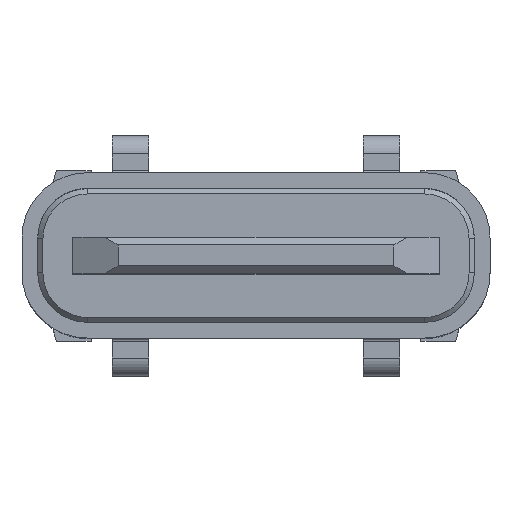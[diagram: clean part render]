
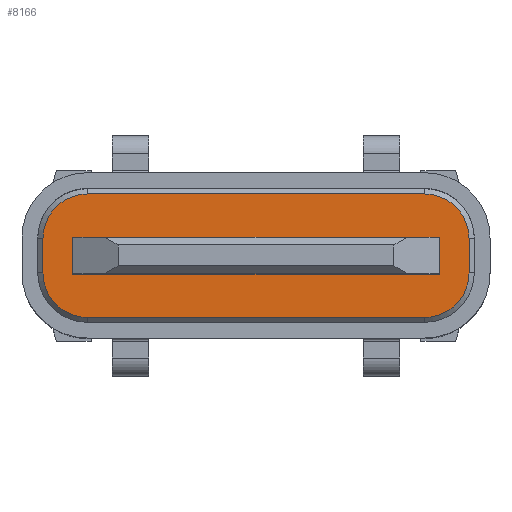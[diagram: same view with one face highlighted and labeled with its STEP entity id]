
A CAD part, top view. The second image highlights one B-rep face of the part: STEP entity #8166.
In plain terms, the highlighted planar face has unit normal (0, 0, 1).
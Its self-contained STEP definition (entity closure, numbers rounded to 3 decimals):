
#425 = DIRECTION ( 'NONE',  ( 0., -1., 0. ) ) ;
#548 = LINE ( 'NONE', #6698, #7483 ) ;
#994 = ORIENTED_EDGE ( 'NONE', *, *, #5106, .F. ) ;
#1202 = CARTESIAN_POINT ( 'NONE',  ( -3.22, 1.18, -0.865 ) ) ;
#1520 = EDGE_CURVE ( 'NONE', #5325, #26081, #25635, .T. ) ;
#1565 = EDGE_CURVE ( 'NONE', #12492, #9191, #17231, .T. ) ;
#1759 = DIRECTION ( 'NONE',  ( -1., 0., 0. ) ) ;
#1948 = ORIENTED_EDGE ( 'NONE', *, *, #21158, .T. ) ;
#2005 = CARTESIAN_POINT ( 'NONE',  ( 3.22, -1.18, -0.865 ) ) ;
#2282 = EDGE_CURVE ( 'NONE', #21731, #12492, #23515, .T. ) ;
#3317 = CARTESIAN_POINT ( 'NONE',  ( -3.22, 0.33, -0.865 ) ) ;
#4144 = VECTOR ( 'NONE', #24127, 1000. ) ;
#4278 = DIRECTION ( 'NONE',  ( 0., 1., 0. ) ) ;
#4860 = EDGE_CURVE ( 'NONE', #13700, #8122, #16866, .T. ) ;
#4927 = DIRECTION ( 'NONE',  ( 0., 0., 1. ) ) ;
#5106 = EDGE_CURVE ( 'NONE', #26081, #13700, #548, .T. ) ;
#5325 = VERTEX_POINT ( 'NONE', #20873 ) ;
#5425 = DIRECTION ( 'NONE',  ( 0., 1., 0. ) ) ;
#5565 = DIRECTION ( 'NONE',  ( 1., 0., 0. ) ) ;
#5999 = ORIENTED_EDGE ( 'NONE', *, *, #1520, .F. ) ;
#6086 = LINE ( 'NONE', #18058, #26229 ) ;
#6418 = LINE ( 'NONE', #22632, #19823 ) ;
#6690 = CARTESIAN_POINT ( 'NONE',  ( -4.07, -0.33, -0.865 ) ) ;
#6698 = CARTESIAN_POINT ( 'NONE',  ( -3.5, -0.35, -0.865 ) ) ;
#6933 = DIRECTION ( 'NONE',  ( -1., 0., 0. ) ) ;
#7330 = VERTEX_POINT ( 'NONE', #1202 ) ;
#7483 = VECTOR ( 'NONE', #425, 1000. ) ;
#8028 = PLANE ( 'NONE',  #20992 ) ;
#8122 = VERTEX_POINT ( 'NONE', #25240 ) ;
#8166 = ADVANCED_FACE ( 'NONE', ( #17890, #18146 ), #8028, .F. ) ;
#8251 = VERTEX_POINT ( 'NONE', #6690 ) ;
#8296 = VECTOR ( 'NONE', #25509, 1000. ) ;
#8503 = CARTESIAN_POINT ( 'NONE',  ( -3.5, -0.35, -0.865 ) ) ;
#9191 = VERTEX_POINT ( 'NONE', #26153 ) ;
#9820 = CARTESIAN_POINT ( 'NONE',  ( -4.07, -0.33, -0.865 ) ) ;
#9966 = ORIENTED_EDGE ( 'NONE', *, *, #24218, .T. ) ;
#10358 = CARTESIAN_POINT ( 'NONE',  ( 4.07, 0.33, -0.865 ) ) ;
#10515 = EDGE_CURVE ( 'NONE', #11690, #14138, #6086, .T. ) ;
#10705 = AXIS2_PLACEMENT_3D ( 'NONE', #3317, #11317, #11722 ) ;
#10722 = ORIENTED_EDGE ( 'NONE', *, *, #1565, .T. ) ;
#10982 = CARTESIAN_POINT ( 'NONE',  ( -4.07, 0.33, -0.865 ) ) ;
#11317 = DIRECTION ( 'NONE',  ( 0., 0., 1. ) ) ;
#11391 = ORIENTED_EDGE ( 'NONE', *, *, #4860, .F. ) ;
#11548 = CARTESIAN_POINT ( 'NONE',  ( 4.07, 0.33, -0.865 ) ) ;
#11690 = VERTEX_POINT ( 'NONE', #20211 ) ;
#11722 = DIRECTION ( 'NONE',  ( -1., 0., 0. ) ) ;
#12361 = EDGE_CURVE ( 'NONE', #7330, #13026, #19632, .T. ) ;
#12492 = VERTEX_POINT ( 'NONE', #10358 ) ;
#13026 = VERTEX_POINT ( 'NONE', #10982 ) ;
#13477 = EDGE_LOOP ( 'NONE', ( #16781, #1948, #25582, #10722, #20746, #23673, #9966, #16217 ) ) ;
#13521 = CARTESIAN_POINT ( 'NONE',  ( 3.5, 0.35, -0.865 ) ) ;
#13700 = VERTEX_POINT ( 'NONE', #8503 ) ;
#13783 = DIRECTION ( 'NONE',  ( 0., 0., 1. ) ) ;
#13901 = DIRECTION ( 'NONE',  ( 0., 0., -1. ) ) ;
#13970 = CARTESIAN_POINT ( 'NONE',  ( -3.22, -0.33, -0.865 ) ) ;
#14027 = CARTESIAN_POINT ( 'NONE',  ( 4.07, -0.33, -0.865 ) ) ;
#14138 = VERTEX_POINT ( 'NONE', #2005 ) ;
#15178 = AXIS2_PLACEMENT_3D ( 'NONE', #13970, #23933, #26109 ) ;
#15258 = EDGE_CURVE ( 'NONE', #8122, #5325, #6418, .T. ) ;
#15384 = AXIS2_PLACEMENT_3D ( 'NONE', #18912, #4927, #6933 ) ;
#15663 = EDGE_CURVE ( 'NONE', #9191, #7330, #26171, .T. ) ;
#15846 = DIRECTION ( 'NONE',  ( 0., -1., 0. ) ) ;
#16217 = ORIENTED_EDGE ( 'NONE', *, *, #26177, .T. ) ;
#16781 = ORIENTED_EDGE ( 'NONE', *, *, #10515, .T. ) ;
#16866 = LINE ( 'NONE', #18866, #23310 ) ;
#17231 = CIRCLE ( 'NONE', #18948, 0.85 ) ;
#17890 = FACE_OUTER_BOUND ( 'NONE', #13477, .T. ) ;
#17897 = CARTESIAN_POINT ( 'NONE',  ( 3.22, 0.33, -0.865 ) ) ;
#18058 = CARTESIAN_POINT ( 'NONE',  ( -3.22, -1.18, -0.865 ) ) ;
#18146 = FACE_BOUND ( 'NONE', #23454, .T. ) ;
#18866 = CARTESIAN_POINT ( 'NONE',  ( 3.5, -0.35, -0.865 ) ) ;
#18912 = CARTESIAN_POINT ( 'NONE',  ( 3.22, -0.33, -0.865 ) ) ;
#18948 = AXIS2_PLACEMENT_3D ( 'NONE', #17897, #13783, #1759 ) ;
#19632 = CIRCLE ( 'NONE', #10705, 0.85 ) ;
#19823 = VECTOR ( 'NONE', #4278, 1000. ) ;
#20211 = CARTESIAN_POINT ( 'NONE',  ( -3.22, -1.18, -0.865 ) ) ;
#20258 = DIRECTION ( 'NONE',  ( -1., 0., 0. ) ) ;
#20746 = ORIENTED_EDGE ( 'NONE', *, *, #15663, .T. ) ;
#20873 = CARTESIAN_POINT ( 'NONE',  ( 3.5, 0.35, -0.865 ) ) ;
#20992 = AXIS2_PLACEMENT_3D ( 'NONE', #24400, #13901, #20258 ) ;
#21006 = VECTOR ( 'NONE', #15846, 1000. ) ;
#21100 = CIRCLE ( 'NONE', #15178, 0.85 ) ;
#21158 = EDGE_CURVE ( 'NONE', #14138, #21731, #24305, .T. ) ;
#21531 = ORIENTED_EDGE ( 'NONE', *, *, #15258, .F. ) ;
#21731 = VERTEX_POINT ( 'NONE', #14027 ) ;
#21990 = CARTESIAN_POINT ( 'NONE',  ( -3.22, 1.18, -0.865 ) ) ;
#22330 = CARTESIAN_POINT ( 'NONE',  ( -3.5, 0.35, -0.865 ) ) ;
#22632 = CARTESIAN_POINT ( 'NONE',  ( 3.5, -0.35, -0.865 ) ) ;
#23310 = VECTOR ( 'NONE', #25544, 1000. ) ;
#23454 = EDGE_LOOP ( 'NONE', ( #5999, #21531, #11391, #994 ) ) ;
#23515 = LINE ( 'NONE', #11548, #25949 ) ;
#23673 = ORIENTED_EDGE ( 'NONE', *, *, #12361, .T. ) ;
#23692 = LINE ( 'NONE', #9820, #21006 ) ;
#23933 = DIRECTION ( 'NONE',  ( 0., 0., 1. ) ) ;
#24127 = DIRECTION ( 'NONE',  ( -1., 0., 0. ) ) ;
#24218 = EDGE_CURVE ( 'NONE', #13026, #8251, #23692, .T. ) ;
#24305 = CIRCLE ( 'NONE', #15384, 0.85 ) ;
#24400 = CARTESIAN_POINT ( 'NONE',  ( -3.22, 0.33, -0.865 ) ) ;
#25240 = CARTESIAN_POINT ( 'NONE',  ( 3.5, -0.35, -0.865 ) ) ;
#25509 = DIRECTION ( 'NONE',  ( -1., 0., 0. ) ) ;
#25544 = DIRECTION ( 'NONE',  ( 1., 0., 0. ) ) ;
#25582 = ORIENTED_EDGE ( 'NONE', *, *, #2282, .T. ) ;
#25635 = LINE ( 'NONE', #13521, #8296 ) ;
#25949 = VECTOR ( 'NONE', #5425, 1000. ) ;
#26081 = VERTEX_POINT ( 'NONE', #22330 ) ;
#26109 = DIRECTION ( 'NONE',  ( -1., 0., 0. ) ) ;
#26153 = CARTESIAN_POINT ( 'NONE',  ( 3.22, 1.18, -0.865 ) ) ;
#26171 = LINE ( 'NONE', #21990, #4144 ) ;
#26177 = EDGE_CURVE ( 'NONE', #8251, #11690, #21100, .T. ) ;
#26229 = VECTOR ( 'NONE', #5565, 1000. ) ;
